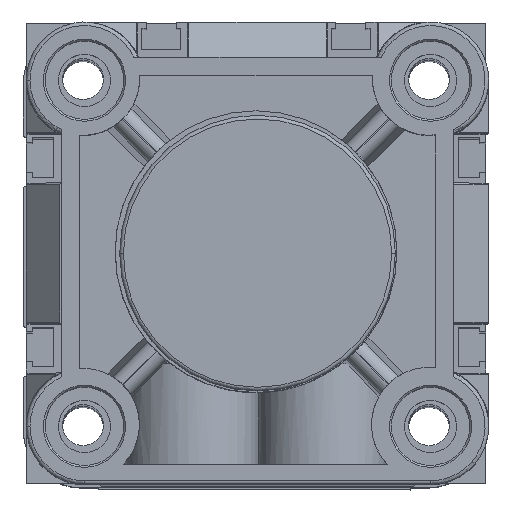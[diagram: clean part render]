
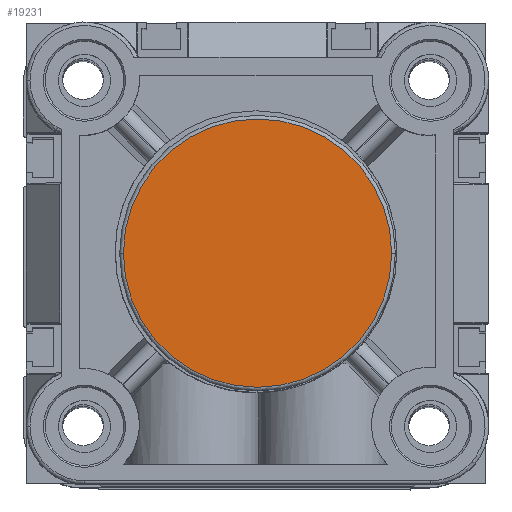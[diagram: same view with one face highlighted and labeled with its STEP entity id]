
A CAD part, top view. The second image highlights one B-rep face of the part: STEP entity #19231.
In plain terms, the highlighted face is planar.
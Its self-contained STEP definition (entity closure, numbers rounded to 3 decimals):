
#1195 = DIRECTION ( 'NONE',  ( 1., 0., 0. ) ) ;
#1257 = CIRCLE ( 'NONE', #6040, 21.9 ) ;
#4179 = FACE_OUTER_BOUND ( 'NONE', #15207, .T. ) ;
#6040 = AXIS2_PLACEMENT_3D ( 'NONE', #32394, #16894, #1195 ) ;
#6278 = CARTESIAN_POINT ( 'NONE',  ( 53.9, 32., -3.95 ) ) ;
#6569 = CARTESIAN_POINT ( 'NONE',  ( 32., 32., -3.95 ) ) ;
#9243 = DIRECTION ( 'NONE',  ( 1., 0., 0. ) ) ;
#11422 = EDGE_CURVE ( 'NONE', #19828, #17294, #1257, .T. ) ;
#15207 = EDGE_LOOP ( 'NONE', ( #32337, #19426 ) ) ;
#15275 = CARTESIAN_POINT ( 'NONE',  ( 0., 0., -3.95 ) ) ;
#16894 = DIRECTION ( 'NONE',  ( 0., 0., -1. ) ) ;
#17294 = VERTEX_POINT ( 'NONE', #26867 ) ;
#17887 = DIRECTION ( 'NONE',  ( 1., 0., 0. ) ) ;
#19231 = ADVANCED_FACE ( 'NONE', ( #4179 ), #22961, .F. ) ;
#19426 = ORIENTED_EDGE ( 'NONE', *, *, #33009, .T. ) ;
#19828 = VERTEX_POINT ( 'NONE', #6278 ) ;
#22961 = PLANE ( 'NONE',  #28452 ) ;
#24773 = DIRECTION ( 'NONE',  ( 0., 0., -1. ) ) ;
#26867 = CARTESIAN_POINT ( 'NONE',  ( 10.1, 32., -3.95 ) ) ;
#28452 = AXIS2_PLACEMENT_3D ( 'NONE', #15275, #33382, #17887 ) ;
#28471 = CIRCLE ( 'NONE', #29358, 21.9 ) ;
#29358 = AXIS2_PLACEMENT_3D ( 'NONE', #6569, #24773, #9243 ) ;
#32337 = ORIENTED_EDGE ( 'NONE', *, *, #11422, .T. ) ;
#32394 = CARTESIAN_POINT ( 'NONE',  ( 32., 32., -3.95 ) ) ;
#33009 = EDGE_CURVE ( 'NONE', #17294, #19828, #28471, .T. ) ;
#33382 = DIRECTION ( 'NONE',  ( 0., 0., 1. ) ) ;
